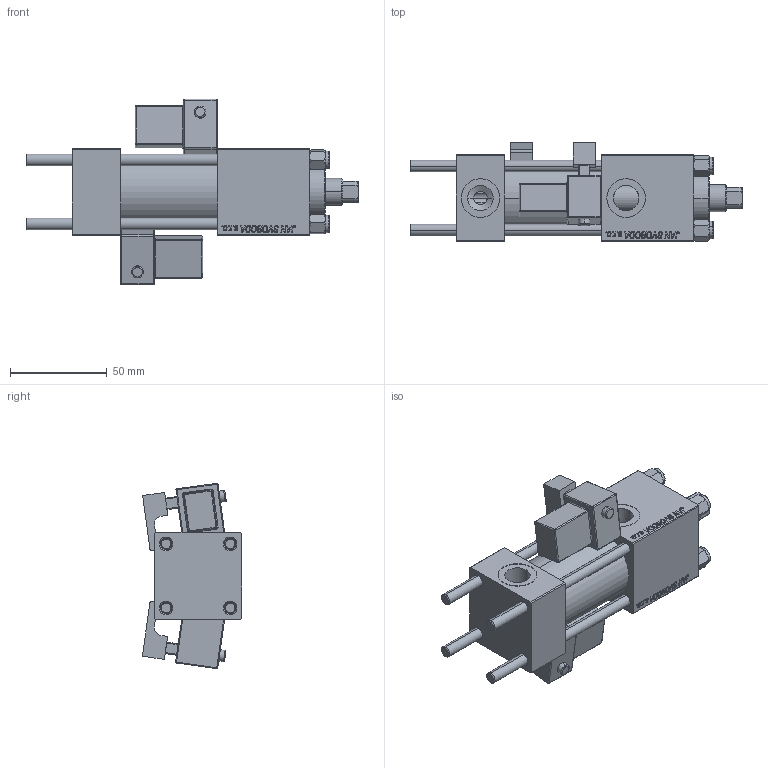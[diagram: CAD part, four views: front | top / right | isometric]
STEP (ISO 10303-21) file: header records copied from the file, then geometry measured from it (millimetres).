
FILE_DESCRIPTION (( 'STEP AP203' ), '1' );
FILE_NAME ('d4d7.STEP', '2022-04-15T07:15:02', ( '' ), ( '' ), 'SwSTEP 2.0', 'SolidWorks 2019', '' );
FILE_SCHEMA (( 'CONFIG_CONTROL_DESIGN' ));
Length unit declared in the file: millimetre
Products named in the file (7): d4d7; NUT_M5 a3ce9c2602cacab52feaff5f932d78e7; V215CR_VCP a3ce9c2602cacab52feaff5f932d78e7; V215_VC_A a3ce9c2602cacab52feaff5f932d78e7; V215CR_BODY_A a3ce9c2602cacab52feaff5f932d78e7; CR025_012_A_0_G_A_G_M_020_+#_##_TYCINKA a3ce9c2602cacab52feaff5f932d78e7; V215CR_MSU a3ce9c2602cacab52feaff5f932d78e7
Assembly tree (13 placements, depth 2):
  d4d7
    V215CR_BODY_A a3ce9c2602cacab52feaff5f932d78e7
    CR025_012_A_0_G_A_G_M_020_+#_##_TYCINKA a3ce9c2602cacab52feaff5f932d78e7  x4
    NUT_M5 a3ce9c2602cacab52feaff5f932d78e7  x4
    V215CR_VCP a3ce9c2602cacab52feaff5f932d78e7
    V215_VC_A a3ce9c2602cacab52feaff5f932d78e7
    V215CR_MSU a3ce9c2602cacab52feaff5f932d78e7  x2
Bounding box: 172 x 51.41 x 96.03 mm (x, y, z)
Volume: 238920.1 mm3; surface area: 84902.6 mm2
Topology: 13 solids, 13 shells, 1297 faces, 3237 edges, 2059 vertices
Faces by surface type: plane 583, bspline 392, cylinder 142, cone 136, sphere 24, torus 20
Entity records: 52325 total; most frequent: CARTESIAN_POINT 27440, ORIENTED_EDGE 5572, DIRECTION 3668, EDGE_CURVE 2786, VERTEX_POINT 1815, LINE 1694, VECTOR 1694, EDGE_LOOP 1231
